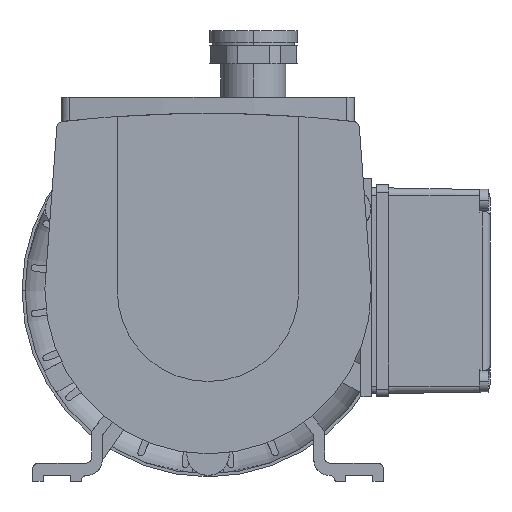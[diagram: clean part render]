
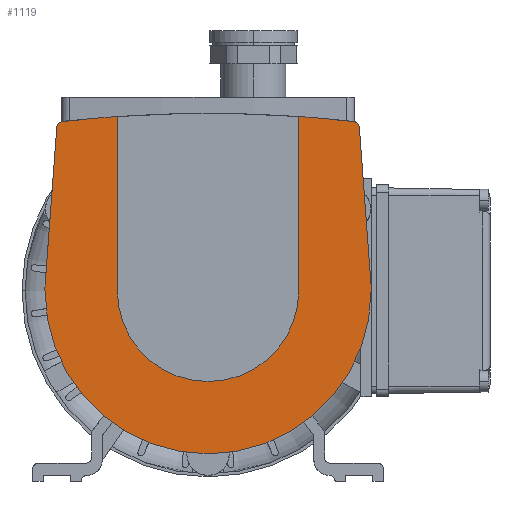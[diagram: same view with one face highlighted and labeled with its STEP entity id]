
A CAD part, left-side view. The second image highlights one B-rep face of the part: STEP entity #1119.
In plain terms, the highlighted planar face has unit normal (-1, 0, 0).
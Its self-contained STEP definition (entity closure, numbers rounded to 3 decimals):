
#1119=ADVANCED_FACE('',(#2785),#2786,.T.);
#2785=FACE_OUTER_BOUND('',#4996,.T.);
#2786=PLANE('',#4997);
#4996=EDGE_LOOP('',(#8465,#8466,#8467,#8468,#8469,#8470,#8471,#8472,#8473,#8474,#8475,#8476,#8477,#8478,#8479,#8480,#8481,#8482,#8483));
#4997=AXIS2_PLACEMENT_3D('',#8484,#8485,#8486);
#8465=ORIENTED_EDGE('',*,*,#14731,.T.);
#8466=ORIENTED_EDGE('',*,*,#13745,.T.);
#8467=ORIENTED_EDGE('',*,*,#14732,.T.);
#8468=ORIENTED_EDGE('',*,*,#14733,.T.);
#8469=ORIENTED_EDGE('',*,*,#14734,.F.);
#8470=ORIENTED_EDGE('',*,*,#14735,.F.);
#8471=ORIENTED_EDGE('',*,*,#14736,.T.);
#8472=ORIENTED_EDGE('',*,*,#14737,.T.);
#8473=ORIENTED_EDGE('',*,*,#14738,.T.);
#8474=ORIENTED_EDGE('',*,*,#14739,.T.);
#8475=ORIENTED_EDGE('',*,*,#14740,.T.);
#8476=ORIENTED_EDGE('',*,*,#14741,.T.);
#8477=ORIENTED_EDGE('',*,*,#14742,.T.);
#8478=ORIENTED_EDGE('',*,*,#14743,.T.);
#8479=ORIENTED_EDGE('',*,*,#14744,.T.);
#8480=ORIENTED_EDGE('',*,*,#14174,.T.);
#8481=ORIENTED_EDGE('',*,*,#14745,.T.);
#8482=ORIENTED_EDGE('',*,*,#14746,.F.);
#8483=ORIENTED_EDGE('',*,*,#14747,.F.);
#8484=CARTESIAN_POINT('',(0.,26.95,0.));
#8485=DIRECTION('',(-1.0,0.,0.));
#8486=DIRECTION('',(0.,1.0,0.));
#13745=EDGE_CURVE('',#16668,#16666,#16669,.T.);
#14174=EDGE_CURVE('',#17437,#17435,#17438,.T.);
#14731=EDGE_CURVE('',#18357,#16668,#18358,.T.);
#14732=EDGE_CURVE('',#16666,#18359,#18360,.T.);
#14733=EDGE_CURVE('',#18359,#18361,#18362,.T.);
#14734=EDGE_CURVE('',#18363,#18361,#18364,.T.);
#14735=EDGE_CURVE('',#18365,#18363,#18366,.T.);
#14736=EDGE_CURVE('',#18365,#18367,#18368,.T.);
#14737=EDGE_CURVE('',#18367,#18369,#18370,.T.);
#14738=EDGE_CURVE('',#18369,#18371,#18372,.T.);
#14739=EDGE_CURVE('',#18371,#18373,#18374,.T.);
#14740=EDGE_CURVE('',#18373,#18375,#18376,.T.);
#14741=EDGE_CURVE('',#18375,#18377,#18378,.T.);
#14742=EDGE_CURVE('',#18377,#18379,#18380,.T.);
#14743=EDGE_CURVE('',#18379,#18381,#18382,.T.);
#14744=EDGE_CURVE('',#18381,#17437,#18383,.T.);
#14745=EDGE_CURVE('',#17435,#18384,#18385,.T.);
#14746=EDGE_CURVE('',#18386,#18384,#18387,.T.);
#14747=EDGE_CURVE('',#18357,#18386,#18388,.T.);
#16666=VERTEX_POINT('',#20937);
#16668=VERTEX_POINT('',#20940);
#16669=CIRCLE('',#20941,30.0);
#17435=VERTEX_POINT('',#22146);
#17437=VERTEX_POINT('',#22149);
#17438=CIRCLE('',#22150,53.9);
#18357=VERTEX_POINT('',#24004);
#18358=LINE('',#24005,#24006);
#18359=VERTEX_POINT('',#24007);
#18360=CIRCLE('',#24008,30.0);
#18361=VERTEX_POINT('',#24009);
#18362=LINE('',#24010,#24011);
#18363=VERTEX_POINT('',#24012);
#18364=CIRCLE('',#24013,435.039);
#18365=VERTEX_POINT('',#24014);
#18366=CIRCLE('',#24015,2.);
#18367=VERTEX_POINT('',#24016);
#18368=LINE('',#24017,#24018);
#18369=VERTEX_POINT('',#24019);
#18370=CIRCLE('',#24020,53.9);
#18371=VERTEX_POINT('',#24021);
#18372=LINE('',#24022,#24023);
#18373=VERTEX_POINT('',#24024);
#18374=LINE('',#24025,#24026);
#18375=VERTEX_POINT('',#24027);
#18376=CIRCLE('',#24028,53.9);
#18377=VERTEX_POINT('',#24029);
#18378=CIRCLE('',#24030,53.9);
#18379=VERTEX_POINT('',#24031);
#18380=CIRCLE('',#24032,53.9);
#18381=VERTEX_POINT('',#24033);
#18382=LINE('',#24034,#24035);
#18383=LINE('',#24036,#24037);
#18384=VERTEX_POINT('',#24038);
#18385=LINE('',#24039,#24040);
#18386=VERTEX_POINT('',#24041);
#18387=CIRCLE('',#24042,2.);
#18388=CIRCLE('',#24043,435.039);
#20937=CARTESIAN_POINT('',(0.,0.,-30.0));
#20940=CARTESIAN_POINT('',(0.,-30.0,0.0));
#20941=AXIS2_PLACEMENT_3D('',#27308,#27309,#27310);
#22146=CARTESIAN_POINT('',(0.,-53.564,6.007));
#22149=CARTESIAN_POINT('',(0.,-53.866,1.919));
#22150=AXIS2_PLACEMENT_3D('',#27869,#27870,#27871);
#24004=CARTESIAN_POINT('',(0.,-30.0,57.598));
#24005=CARTESIAN_POINT('',(0.,-30.0,20.0));
#24006=VECTOR('',#28602,1.0);
#24007=CARTESIAN_POINT('',(0.,30.0,0.0));
#24008=AXIS2_PLACEMENT_3D('',#28603,#28604,#28605);
#24009=CARTESIAN_POINT('',(0.,30.0,57.598));
#24010=CARTESIAN_POINT('',(0.,30.0,20.0));
#24011=VECTOR('',#28606,1.0);
#24012=CARTESIAN_POINT('',(0.,48.243,55.951));
#24013=AXIS2_PLACEMENT_3D('',#28607,#28608,#28609);
#24014=CARTESIAN_POINT('',(0.,50.016,54.11));
#24015=AXIS2_PLACEMENT_3D('',#28610,#28611,#28612);
#24016=CARTESIAN_POINT('',(0.,53.564,6.007));
#24017=CARTESIAN_POINT('',(0.,50.016,54.11));
#24018=VECTOR('',#28613,1.0);
#24019=CARTESIAN_POINT('',(0.,53.866,1.919));
#24020=AXIS2_PLACEMENT_3D('',#28614,#28615,#28616);
#24021=CARTESIAN_POINT('',(0.,54.0,0.1));
#24022=CARTESIAN_POINT('',(0.,50.016,54.11));
#24023=VECTOR('',#28617,1.0);
#24024=CARTESIAN_POINT('',(0.,53.9,0.1));
#24025=CARTESIAN_POINT('',(0.,54.0,0.1));
#24026=VECTOR('',#28618,1.0);
#24027=CARTESIAN_POINT('',(0.,53.9,0.));
#24028=AXIS2_PLACEMENT_3D('',#28619,#28620,#28621);
#24029=CARTESIAN_POINT('',(0.,-53.9,0.));
#24030=AXIS2_PLACEMENT_3D('',#28622,#28623,#28624);
#24031=CARTESIAN_POINT('',(0.,-53.9,0.1));
#24032=AXIS2_PLACEMENT_3D('',#28625,#28626,#28627);
#24033=CARTESIAN_POINT('',(0.,-54.0,0.1));
#24034=CARTESIAN_POINT('',(0.,54.0,0.1));
#24035=VECTOR('',#28628,1.0);
#24036=CARTESIAN_POINT('',(0.,-54.0,0.1));
#24037=VECTOR('',#28629,1.0);
#24038=CARTESIAN_POINT('',(0.,-50.016,54.11));
#24039=CARTESIAN_POINT('',(0.,-54.0,0.1));
#24040=VECTOR('',#28630,1.0);
#24041=CARTESIAN_POINT('',(0.,-48.243,55.951));
#24042=AXIS2_PLACEMENT_3D('',#28631,#28632,#28633);
#24043=AXIS2_PLACEMENT_3D('',#28634,#28635,#28636);
#27308=CARTESIAN_POINT('',(0.,0.,0.));
#27309=DIRECTION('',(1.0,0.,0.));
#27310=DIRECTION('',(0.,0.,-1.0));
#27869=CARTESIAN_POINT('',(0.0,0.0,0.0));
#27870=DIRECTION('',(-1.0,0.,0.));
#27871=DIRECTION('',(0.,1.0,0.));
#28602=DIRECTION('',(0.,0.,-1.0));
#28603=CARTESIAN_POINT('',(0.,0.,0.));
#28604=DIRECTION('',(1.0,0.,0.));
#28605=DIRECTION('',(0.,0.,-1.0));
#28606=DIRECTION('',(0.,0.,1.0));
#28607=CARTESIAN_POINT('',(0.,0.,-376.405));
#28608=DIRECTION('',(1.0,0.,0.));
#28609=DIRECTION('',(0.,1.0,0.0));
#28610=CARTESIAN_POINT('',(0.,48.021,53.963));
#28611=DIRECTION('',(1.0,0.,0.));
#28612=DIRECTION('',(0.,1.0,0.0));
#28613=DIRECTION('',(0.,0.074,-0.997));
#28614=CARTESIAN_POINT('',(0.0,0.0,0.0));
#28615=DIRECTION('',(-1.0,0.,0.));
#28616=DIRECTION('',(0.,1.0,0.));
#28617=DIRECTION('',(0.,0.074,-0.997));
#28618=DIRECTION('',(0.,-1.0,0.));
#28619=CARTESIAN_POINT('',(0.0,0.0,0.0));
#28620=DIRECTION('',(-1.0,0.,0.));
#28621=DIRECTION('',(0.,1.0,0.));
#28622=CARTESIAN_POINT('',(0.0,0.0,0.0));
#28623=DIRECTION('',(-1.0,0.,0.));
#28624=DIRECTION('',(0.,1.0,0.));
#28625=CARTESIAN_POINT('',(0.0,0.0,0.0));
#28626=DIRECTION('',(-1.0,0.,0.));
#28627=DIRECTION('',(0.,1.0,0.));
#28628=DIRECTION('',(0.,-1.0,0.));
#28629=DIRECTION('',(0.,0.074,0.997));
#28630=DIRECTION('',(0.,0.074,0.997));
#28631=CARTESIAN_POINT('',(0.,-48.021,53.963));
#28632=DIRECTION('',(1.0,0.,0.));
#28633=DIRECTION('',(0.,1.0,0.0));
#28634=CARTESIAN_POINT('',(0.,0.,-376.405));
#28635=DIRECTION('',(1.0,0.,0.));
#28636=DIRECTION('',(0.,1.0,0.0));
